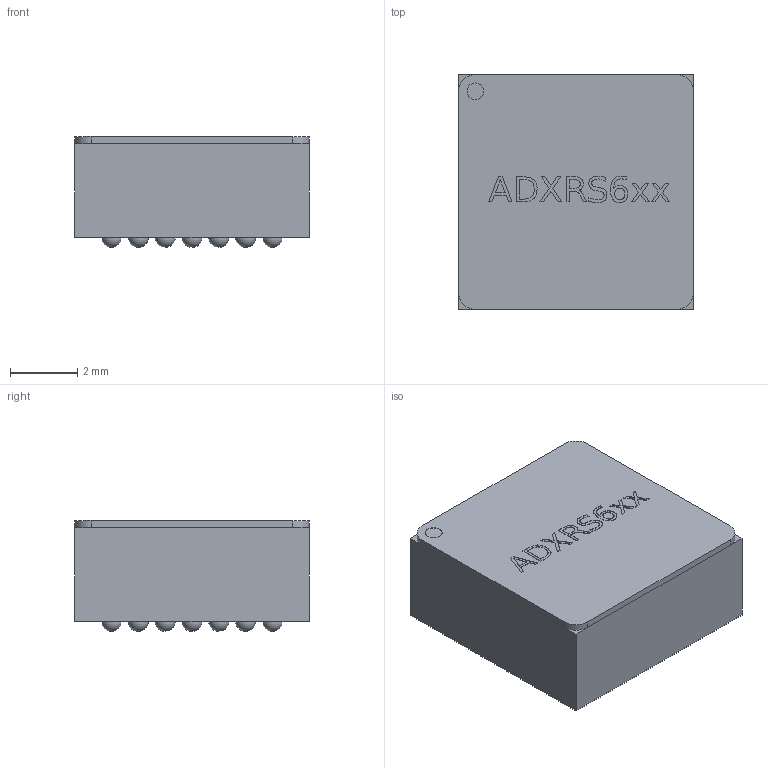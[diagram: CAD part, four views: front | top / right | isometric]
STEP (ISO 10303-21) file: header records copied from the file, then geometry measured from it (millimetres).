
FILE_DESCRIPTION(('FreeCAD Model'),'2;1');
FILE_NAME( 'CBGA_32.step', '2016-08-05T18:37:12',('Author'),(''), 'Open CASCADE STEP processor 6.8','FreeCAD','Unknown');
FILE_SCHEMA(('AUTOMOTIVE_DESIGN_CC2 { 1 2 10303 214 -1 1 5 4 }'));
Length unit declared in the file: millimetre
Products named in the file (2): ASSEMBLY; CBGA_32
Assembly tree (1 placements, depth 2):
  ASSEMBLY
    CBGA_32
Bounding box: 7 x 7 x 3.31 mm (x, y, z)
Volume: 150.6 mm3; surface area: 200.2 mm2
Topology: 1 solids, 1 shells, 233 faces, 646 edges, 428 vertices
Faces by surface type: plane 96, extrusion 68, sphere 64, cylinder 5
Full cylindrical faces by diameter (mm): 0.5 x1
Entity records: 20888 total; most frequent: CARTESIAN_POINT 8105, DIRECTION 1754, ORIENTED_EDGE 1164, PCURVE 1164, DEFINITIONAL_REPRESENTATION 1164, VECTOR 1138, LINE 1070, EDGE_CURVE 582
